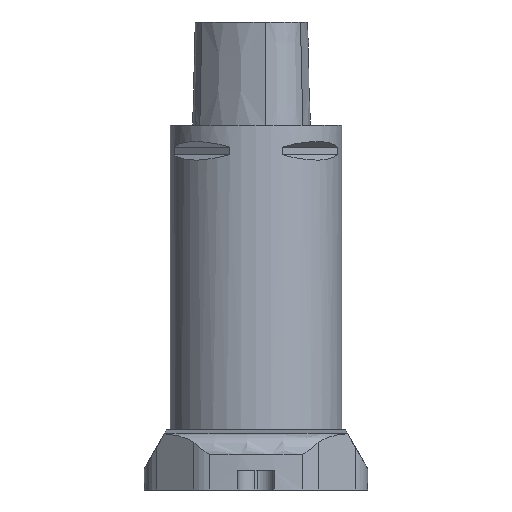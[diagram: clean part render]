
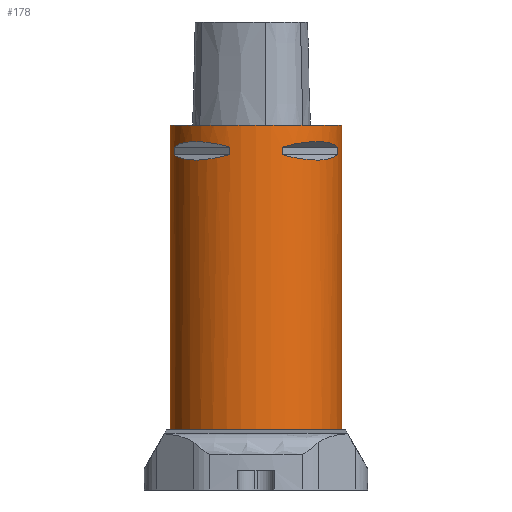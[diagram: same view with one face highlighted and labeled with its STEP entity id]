
A CAD part, left-side view. The second image highlights one B-rep face of the part: STEP entity #178.
In plain terms, the highlighted cylindrical face has radius 40 mm (diameter 80 mm), a full revolution.
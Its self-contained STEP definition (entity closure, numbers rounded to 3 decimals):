
#178=ADVANCED_FACE('',(#323,#324,#325,#326,#327,#328),#249,.T.);
#249=CYLINDRICAL_SURFACE('',#1329,40.);
#269=CIRCLE('',#1323,40.);
#270=CIRCLE('',#1328,40.);
#323=FACE_BOUND('',#337,.T.);
#324=FACE_BOUND('',#338,.T.);
#325=FACE_BOUND('',#339,.T.);
#326=FACE_BOUND('',#340,.T.);
#327=FACE_BOUND('',#341,.T.);
#328=FACE_BOUND('',#342,.T.);
#337=EDGE_LOOP('',(#429,#430,#431,#432));
#338=EDGE_LOOP('',(#433,#434,#435,#436));
#339=EDGE_LOOP('',(#437));
#340=EDGE_LOOP('',(#438,#439,#440,#441));
#341=EDGE_LOOP('',(#442,#443,#444,#445));
#342=EDGE_LOOP('',(#446));
#417=ELLIPSE('',#1319,46.188,40.);
#418=ELLIPSE('',#1320,46.188,40.);
#419=ELLIPSE('',#1321,46.188,40.);
#420=ELLIPSE('',#1322,46.188,40.);
#421=ELLIPSE('',#1324,46.188,40.);
#422=ELLIPSE('',#1325,46.188,40.);
#423=ELLIPSE('',#1326,46.188,40.);
#424=ELLIPSE('',#1327,46.188,40.);
#429=ORIENTED_EDGE('',*,*,#915,.T.);
#430=ORIENTED_EDGE('',*,*,#916,.T.);
#431=ORIENTED_EDGE('',*,*,#917,.T.);
#432=ORIENTED_EDGE('',*,*,#918,.T.);
#433=ORIENTED_EDGE('',*,*,#919,.T.);
#434=ORIENTED_EDGE('',*,*,#920,.T.);
#435=ORIENTED_EDGE('',*,*,#921,.T.);
#436=ORIENTED_EDGE('',*,*,#922,.T.);
#437=ORIENTED_EDGE('',*,*,#923,.T.);
#438=ORIENTED_EDGE('',*,*,#924,.T.);
#439=ORIENTED_EDGE('',*,*,#925,.T.);
#440=ORIENTED_EDGE('',*,*,#926,.T.);
#441=ORIENTED_EDGE('',*,*,#927,.T.);
#442=ORIENTED_EDGE('',*,*,#928,.T.);
#443=ORIENTED_EDGE('',*,*,#929,.T.);
#444=ORIENTED_EDGE('',*,*,#930,.T.);
#445=ORIENTED_EDGE('',*,*,#931,.T.);
#446=ORIENTED_EDGE('',*,*,#932,.F.);
#793=VERTEX_POINT('',#1840);
#794=VERTEX_POINT('',#1841);
#795=VERTEX_POINT('',#1843);
#796=VERTEX_POINT('',#1845);
#797=VERTEX_POINT('',#1848);
#798=VERTEX_POINT('',#1849);
#799=VERTEX_POINT('',#1851);
#800=VERTEX_POINT('',#1853);
#801=VERTEX_POINT('',#1856);
#802=VERTEX_POINT('',#1858);
#803=VERTEX_POINT('',#1859);
#804=VERTEX_POINT('',#1861);
#805=VERTEX_POINT('',#1863);
#806=VERTEX_POINT('',#1866);
#807=VERTEX_POINT('',#1867);
#808=VERTEX_POINT('',#1869);
#809=VERTEX_POINT('',#1871);
#810=VERTEX_POINT('',#1874);
#915=EDGE_CURVE('',#793,#794,#1097,.T.);
#916=EDGE_CURVE('',#794,#795,#417,.T.);
#917=EDGE_CURVE('',#795,#796,#1098,.T.);
#918=EDGE_CURVE('',#796,#793,#418,.T.);
#919=EDGE_CURVE('',#797,#798,#1099,.T.);
#920=EDGE_CURVE('',#798,#799,#419,.T.);
#921=EDGE_CURVE('',#799,#800,#1100,.T.);
#922=EDGE_CURVE('',#800,#797,#420,.T.);
#923=EDGE_CURVE('',#801,#801,#269,.T.);
#924=EDGE_CURVE('',#802,#803,#1101,.T.);
#925=EDGE_CURVE('',#803,#804,#421,.T.);
#926=EDGE_CURVE('',#804,#805,#1102,.T.);
#927=EDGE_CURVE('',#805,#802,#422,.T.);
#928=EDGE_CURVE('',#806,#807,#1103,.T.);
#929=EDGE_CURVE('',#807,#808,#423,.T.);
#930=EDGE_CURVE('',#808,#809,#1104,.T.);
#931=EDGE_CURVE('',#809,#806,#424,.T.);
#932=EDGE_CURVE('',#810,#810,#270,.T.);
#1097=LINE('',#1839,#1187);
#1098=LINE('',#1844,#1188);
#1099=LINE('',#1847,#1189);
#1100=LINE('',#1852,#1190);
#1101=LINE('',#1857,#1191);
#1102=LINE('',#1862,#1192);
#1103=LINE('',#1865,#1193);
#1104=LINE('',#1870,#1194);
#1187=VECTOR('',#1466,1.);
#1188=VECTOR('',#1469,1.);
#1189=VECTOR('',#1472,1.);
#1190=VECTOR('',#1475,1.);
#1191=VECTOR('',#1480,1.);
#1192=VECTOR('',#1483,1.);
#1193=VECTOR('',#1486,1.);
#1194=VECTOR('',#1489,1.);
#1319=AXIS2_PLACEMENT_3D('',#1842,#1467,#1468);
#1320=AXIS2_PLACEMENT_3D('',#1846,#1470,#1471);
#1321=AXIS2_PLACEMENT_3D('',#1850,#1473,#1474);
#1322=AXIS2_PLACEMENT_3D('',#1854,#1476,#1477);
#1323=AXIS2_PLACEMENT_3D('',#1855,#1478,#1479);
#1324=AXIS2_PLACEMENT_3D('',#1860,#1481,#1482);
#1325=AXIS2_PLACEMENT_3D('',#1864,#1484,#1485);
#1326=AXIS2_PLACEMENT_3D('',#1868,#1487,#1488);
#1327=AXIS2_PLACEMENT_3D('',#1872,#1490,#1491);
#1328=AXIS2_PLACEMENT_3D('',#1873,#1492,#1493);
#1329=AXIS2_PLACEMENT_3D('',#1875,#1494,#1495);
#1466=DIRECTION('',(0.,0.,1.));
#1467=DIRECTION('',(-0.354,-0.354,0.866));
#1468=DIRECTION('',(-0.612,-0.612,-0.5));
#1469=DIRECTION('',(0.,0.,-1.));
#1470=DIRECTION('',(-0.354,-0.354,-0.866));
#1471=DIRECTION('',(0.612,0.612,-0.5));
#1472=DIRECTION('',(0.,0.,1.));
#1473=DIRECTION('',(0.354,0.354,0.866));
#1474=DIRECTION('',(0.612,0.612,-0.5));
#1475=DIRECTION('',(0.,0.,-1.));
#1476=DIRECTION('',(0.354,0.354,-0.866));
#1477=DIRECTION('',(-0.612,-0.612,-0.5));
#1478=DIRECTION('',(0.,0.,-1.));
#1479=DIRECTION('',(-1.,0.,0.));
#1480=DIRECTION('',(0.,0.,1.));
#1481=DIRECTION('',(0.354,-0.354,0.866));
#1482=DIRECTION('',(0.612,-0.612,-0.5));
#1483=DIRECTION('',(0.,0.,-1.));
#1484=DIRECTION('',(0.354,-0.354,-0.866));
#1485=DIRECTION('',(-0.612,0.612,-0.5));
#1486=DIRECTION('',(0.,0.,1.));
#1487=DIRECTION('',(-0.354,0.354,0.866));
#1488=DIRECTION('',(-0.612,0.612,-0.5));
#1489=DIRECTION('',(0.,0.,-1.));
#1490=DIRECTION('',(-0.354,0.354,-0.866));
#1491=DIRECTION('',(0.612,-0.612,-0.5));
#1492=DIRECTION('',(0.,0.,-1.));
#1493=DIRECTION('',(-1.,0.,0.));
#1494=DIRECTION('',(0.,0.,-1.));
#1495=DIRECTION('',(-1.,0.,0.));
#1839=CARTESIAN_POINT('',(38.115,12.133,0.));
#1840=CARTESIAN_POINT('',(38.115,12.133,-13.75));
#1841=CARTESIAN_POINT('',(38.115,12.133,-10.25));
#1842=CARTESIAN_POINT('',(0.,0.,-30.764));
#1843=CARTESIAN_POINT('',(12.133,38.115,-10.25));
#1844=CARTESIAN_POINT('',(12.133,38.115,0.));
#1845=CARTESIAN_POINT('',(12.133,38.115,-13.75));
#1846=CARTESIAN_POINT('',(0.,0.,6.764));
#1847=CARTESIAN_POINT('',(-38.115,-12.133,0.));
#1848=CARTESIAN_POINT('',(-38.115,-12.133,-13.75));
#1849=CARTESIAN_POINT('',(-38.115,-12.133,-10.25));
#1850=CARTESIAN_POINT('',(0.,0.,-30.764));
#1851=CARTESIAN_POINT('',(-12.133,-38.115,-10.25));
#1852=CARTESIAN_POINT('',(-12.133,-38.115,0.));
#1853=CARTESIAN_POINT('',(-12.133,-38.115,-13.75));
#1854=CARTESIAN_POINT('',(0.,0.,6.764));
#1855=CARTESIAN_POINT('',(0.,0.,0.));
#1856=CARTESIAN_POINT('',(-40.,0.,0.));
#1857=CARTESIAN_POINT('',(-12.133,38.115,0.));
#1858=CARTESIAN_POINT('',(-12.133,38.115,-13.75));
#1859=CARTESIAN_POINT('',(-12.133,38.115,-10.25));
#1860=CARTESIAN_POINT('',(0.,0.,-30.764));
#1861=CARTESIAN_POINT('',(-38.115,12.133,-10.25));
#1862=CARTESIAN_POINT('',(-38.115,12.133,0.));
#1863=CARTESIAN_POINT('',(-38.115,12.133,-13.75));
#1864=CARTESIAN_POINT('',(0.,0.,6.764));
#1865=CARTESIAN_POINT('',(12.133,-38.115,0.));
#1866=CARTESIAN_POINT('',(12.133,-38.115,-13.75));
#1867=CARTESIAN_POINT('',(12.133,-38.115,-10.25));
#1868=CARTESIAN_POINT('',(0.,0.,-30.764));
#1869=CARTESIAN_POINT('',(38.115,-12.133,-10.25));
#1870=CARTESIAN_POINT('',(38.115,-12.133,0.));
#1871=CARTESIAN_POINT('',(38.115,-12.133,-13.75));
#1872=CARTESIAN_POINT('',(0.,0.,6.764));
#1873=CARTESIAN_POINT('',(0.,0.,-141.9));
#1874=CARTESIAN_POINT('',(-40.,0.,-141.9));
#1875=CARTESIAN_POINT('',(0.,0.,0.));
